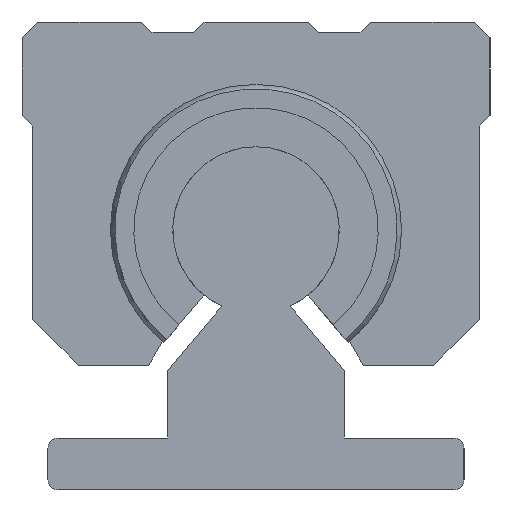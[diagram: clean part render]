
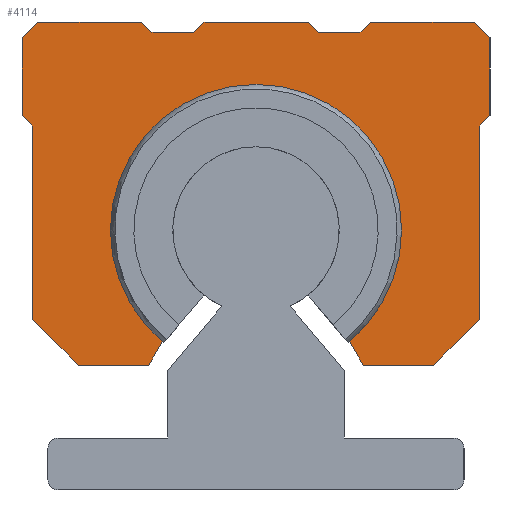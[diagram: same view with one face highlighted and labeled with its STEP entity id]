
A CAD part, left-side view. The second image highlights one B-rep face of the part: STEP entity #4114.
In plain terms, the highlighted planar face has unit normal (-1, 0, 0).
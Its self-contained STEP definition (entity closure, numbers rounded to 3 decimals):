
#1241=CIRCLE('',#12091,14.);
#1537=PLANE('',#12140);
#2211=LINE('',#19049,#3223);
#2258=LINE('',#19488,#3270);
#2353=LINE('',#19916,#3365);
#2376=LINE('',#19960,#3388);
#2378=LINE('',#19964,#3390);
#2379=LINE('',#19966,#3391);
#2382=LINE('',#19972,#3394);
#2384=LINE('',#19976,#3396);
#2387=LINE('',#19982,#3399);
#2389=LINE('',#19986,#3401);
#2391=LINE('',#19990,#3403);
#2393=LINE('',#19994,#3405);
#2395=LINE('',#19998,#3407);
#2398=LINE('',#20004,#3410);
#2400=LINE('',#20008,#3412);
#2402=LINE('',#20012,#3414);
#2404=LINE('',#20016,#3416);
#2405=LINE('',#20050,#3417);
#2407=LINE('',#20054,#3419);
#2408=LINE('',#20056,#3420);
#2409=LINE('',#20058,#3421);
#2410=LINE('',#20059,#3422);
#2411=LINE('',#20060,#3423);
#3223=VECTOR('',#13569,1.);
#3270=VECTOR('',#13618,1.);
#3365=VECTOR('',#13855,1.);
#3388=VECTOR('',#13882,1.);
#3390=VECTOR('',#13886,1.);
#3391=VECTOR('',#13889,1.);
#3394=VECTOR('',#13894,1.);
#3396=VECTOR('',#13898,1.);
#3399=VECTOR('',#13903,1.);
#3401=VECTOR('',#13907,1.);
#3403=VECTOR('',#13911,1.);
#3405=VECTOR('',#13915,1.);
#3407=VECTOR('',#13919,1.);
#3410=VECTOR('',#13924,1.);
#3412=VECTOR('',#13928,1.);
#3414=VECTOR('',#13932,1.);
#3416=VECTOR('',#13936,1.);
#3417=VECTOR('',#13979,1.);
#3419=VECTOR('',#13983,1.);
#3420=VECTOR('',#13986,1.);
#3421=VECTOR('',#13989,1.);
#3422=VECTOR('',#13990,1.);
#3423=VECTOR('',#13991,1.);
#4114=ADVANCED_FACE('',(#4731),#1537,.F.);
#4731=FACE_OUTER_BOUND('',#5433,.T.);
#5433=EDGE_LOOP('',(#7833,#7834,#7835,#7836,#7837,#7838,#7839,#7840,#7841,
#7842,#7843,#7844,#7845,#7846,#7847,#7848,#7849,#7850,#7851,#7852,#7853,
#7854,#7855,#7856));
#7833=ORIENTED_EDGE('',*,*,#11145,.F.);
#7834=ORIENTED_EDGE('',*,*,#10919,.F.);
#7835=ORIENTED_EDGE('',*,*,#11187,.F.);
#7836=ORIENTED_EDGE('',*,*,#11213,.F.);
#7837=ORIENTED_EDGE('',*,*,#11194,.F.);
#7838=ORIENTED_EDGE('',*,*,#11196,.F.);
#7839=ORIENTED_EDGE('',*,*,#11183,.F.);
#7840=ORIENTED_EDGE('',*,*,#11174,.F.);
#7841=ORIENTED_EDGE('',*,*,#11171,.F.);
#7842=ORIENTED_EDGE('',*,*,#11214,.F.);
#7843=ORIENTED_EDGE('',*,*,#11181,.F.);
#7844=ORIENTED_EDGE('',*,*,#11179,.F.);
#7845=ORIENTED_EDGE('',*,*,#11176,.F.);
#7846=ORIENTED_EDGE('',*,*,#11215,.F.);
#7847=ORIENTED_EDGE('',*,*,#11190,.F.);
#7848=ORIENTED_EDGE('',*,*,#11192,.F.);
#7849=ORIENTED_EDGE('',*,*,#11185,.F.);
#7850=ORIENTED_EDGE('',*,*,#10992,.F.);
#7851=ORIENTED_EDGE('',*,*,#11168,.F.);
#7852=ORIENTED_EDGE('',*,*,#11170,.F.);
#7853=ORIENTED_EDGE('',*,*,#11209,.F.);
#7854=ORIENTED_EDGE('',*,*,#11133,.F.);
#7855=ORIENTED_EDGE('',*,*,#11211,.F.);
#7856=ORIENTED_EDGE('',*,*,#11212,.F.);
#9558=VERTEX_POINT('',#19044);
#9560=VERTEX_POINT('',#19048);
#9632=VERTEX_POINT('',#19486);
#9634=VERTEX_POINT('',#19489);
#9743=VERTEX_POINT('',#19891);
#9744=VERTEX_POINT('',#19893);
#9750=VERTEX_POINT('',#19917);
#9768=VERTEX_POINT('',#19959);
#9769=VERTEX_POINT('',#19963);
#9770=VERTEX_POINT('',#19967);
#9771=VERTEX_POINT('',#19968);
#9772=VERTEX_POINT('',#19973);
#9773=VERTEX_POINT('',#19977);
#9774=VERTEX_POINT('',#19978);
#9775=VERTEX_POINT('',#19983);
#9776=VERTEX_POINT('',#19987);
#9777=VERTEX_POINT('',#19991);
#9778=VERTEX_POINT('',#19995);
#9779=VERTEX_POINT('',#19999);
#9780=VERTEX_POINT('',#20003);
#9781=VERTEX_POINT('',#20005);
#9782=VERTEX_POINT('',#20011);
#9783=VERTEX_POINT('',#20013);
#9796=VERTEX_POINT('',#20053);
#10919=EDGE_CURVE('',#9560,#9558,#2211,.T.);
#10992=EDGE_CURVE('',#9632,#9634,#2258,.T.);
#11133=EDGE_CURVE('',#9743,#9744,#1241,.T.);
#11145=EDGE_CURVE('',#9558,#9750,#2353,.T.);
#11168=EDGE_CURVE('',#9768,#9632,#2376,.T.);
#11170=EDGE_CURVE('',#9769,#9768,#2378,.T.);
#11171=EDGE_CURVE('',#9770,#9771,#2379,.T.);
#11174=EDGE_CURVE('',#9771,#9772,#2382,.T.);
#11176=EDGE_CURVE('',#9773,#9774,#2384,.T.);
#11179=EDGE_CURVE('',#9774,#9775,#2387,.T.);
#11181=EDGE_CURVE('',#9775,#9776,#2389,.T.);
#11183=EDGE_CURVE('',#9772,#9777,#2391,.T.);
#11185=EDGE_CURVE('',#9634,#9778,#2393,.T.);
#11187=EDGE_CURVE('',#9779,#9560,#2395,.T.);
#11190=EDGE_CURVE('',#9780,#9781,#2398,.T.);
#11192=EDGE_CURVE('',#9778,#9780,#2400,.T.);
#11194=EDGE_CURVE('',#9782,#9783,#2402,.T.);
#11196=EDGE_CURVE('',#9777,#9782,#2404,.T.);
#11209=EDGE_CURVE('',#9744,#9769,#2405,.T.);
#11211=EDGE_CURVE('',#9796,#9743,#2407,.T.);
#11212=EDGE_CURVE('',#9750,#9796,#2408,.T.);
#11213=EDGE_CURVE('',#9783,#9779,#2409,.T.);
#11214=EDGE_CURVE('',#9776,#9770,#2410,.T.);
#11215=EDGE_CURVE('',#9781,#9773,#2411,.T.);
#12091=AXIS2_PLACEMENT_3D('',#19892,#13827,#13828);
#12140=AXIS2_PLACEMENT_3D('',#20061,#13992,#13993);
#13569=DIRECTION('',(0.,0.,-1.));
#13618=DIRECTION('',(0.,0.,1.));
#13827=DIRECTION('',(-1.,0.,0.));
#13828=DIRECTION('',(0.,-1.,0.));
#13855=DIRECTION('',(0.,0.707,-0.707));
#13882=DIRECTION('',(0.,0.707,0.707));
#13886=DIRECTION('',(0.,1.,0.));
#13889=DIRECTION('',(0.,-0.707,-0.707));
#13894=DIRECTION('',(0.,-1.,0.));
#13898=DIRECTION('',(0.,-0.707,-0.707));
#13903=DIRECTION('',(0.,-1.,0.));
#13907=DIRECTION('',(0.,-0.707,0.707));
#13911=DIRECTION('',(0.,-0.707,0.707));
#13915=DIRECTION('',(0.,0.707,0.707));
#13919=DIRECTION('',(0.,0.707,-0.707));
#13924=DIRECTION('',(0.,-0.707,0.707));
#13928=DIRECTION('',(0.,0.,1.));
#13932=DIRECTION('',(0.,-0.707,-0.707));
#13936=DIRECTION('',(0.,-1.,0.));
#13979=DIRECTION('',(0.,0.5,-0.866));
#13983=DIRECTION('',(0.,0.5,0.866));
#13986=DIRECTION('',(0.,1.,0.));
#13989=DIRECTION('',(0.,0.,-1.));
#13990=DIRECTION('',(0.,-1.,0.));
#13991=DIRECTION('',(0.,-1.,0.));
#13992=DIRECTION('',(1.,0.,0.));
#13993=DIRECTION('',(0.,0.,-1.));
#19044=CARTESIAN_POINT('',(74.854,-21.5,16.414));
#19048=CARTESIAN_POINT('',(74.854,-21.5,35.));
#19049=CARTESIAN_POINT('',(74.854,-21.5,35.));
#19486=CARTESIAN_POINT('',(74.854,21.5,16.414));
#19488=CARTESIAN_POINT('',(74.854,21.5,15.));
#19489=CARTESIAN_POINT('',(74.854,21.5,35.));
#19891=CARTESIAN_POINT('',(74.854,-9.,14.276));
#19892=CARTESIAN_POINT('',(74.854,0.,25.));
#19893=CARTESIAN_POINT('',(74.854,9.,14.276));
#19916=CARTESIAN_POINT('',(74.854,-16.968,11.882));
#19917=CARTESIAN_POINT('',(74.854,-17.086,12.));
#19959=CARTESIAN_POINT('',(74.854,17.086,12.));
#19960=CARTESIAN_POINT('',(74.854,16.968,11.882));
#19963=CARTESIAN_POINT('',(74.854,10.314,12.));
#19964=CARTESIAN_POINT('',(74.854,0.,12.));
#19966=CARTESIAN_POINT('',(74.854,-5.,45.));
#19967=CARTESIAN_POINT('',(74.854,-5.,45.));
#19968=CARTESIAN_POINT('',(74.854,-6.,44.));
#19972=CARTESIAN_POINT('',(74.854,-6.,44.));
#19973=CARTESIAN_POINT('',(74.854,-10.,44.));
#19976=CARTESIAN_POINT('',(74.854,11.,45.));
#19977=CARTESIAN_POINT('',(74.854,11.,45.));
#19978=CARTESIAN_POINT('',(74.854,10.,44.));
#19982=CARTESIAN_POINT('',(74.854,10.,44.));
#19983=CARTESIAN_POINT('',(74.854,6.,44.));
#19986=CARTESIAN_POINT('',(74.854,6.,44.));
#19987=CARTESIAN_POINT('',(74.854,5.,45.));
#19990=CARTESIAN_POINT('',(74.854,-10.,44.));
#19991=CARTESIAN_POINT('',(74.854,-11.,45.));
#19994=CARTESIAN_POINT('',(74.854,21.5,35.));
#19995=CARTESIAN_POINT('',(74.854,22.5,36.));
#19998=CARTESIAN_POINT('',(74.854,-22.5,36.));
#19999=CARTESIAN_POINT('',(74.854,-22.5,36.));
#20003=CARTESIAN_POINT('',(74.854,22.5,43.5));
#20004=CARTESIAN_POINT('',(74.854,22.5,43.5));
#20005=CARTESIAN_POINT('',(74.854,21.,45.));
#20008=CARTESIAN_POINT('',(74.854,22.5,36.));
#20011=CARTESIAN_POINT('',(74.854,-21.,45.));
#20012=CARTESIAN_POINT('',(74.854,-21.,45.));
#20013=CARTESIAN_POINT('',(74.854,-22.5,43.5));
#20016=CARTESIAN_POINT('',(74.854,-11.,45.));
#20050=CARTESIAN_POINT('',(74.854,9.,14.276));
#20053=CARTESIAN_POINT('',(74.854,-10.314,12.));
#20054=CARTESIAN_POINT('',(74.854,-10.892,11.));
#20056=CARTESIAN_POINT('',(74.854,0.,12.));
#20058=CARTESIAN_POINT('',(74.854,-22.5,43.5));
#20059=CARTESIAN_POINT('',(74.854,5.,45.));
#20060=CARTESIAN_POINT('',(74.854,21.,45.));
#20061=CARTESIAN_POINT('',(74.854,0.,28.85));
